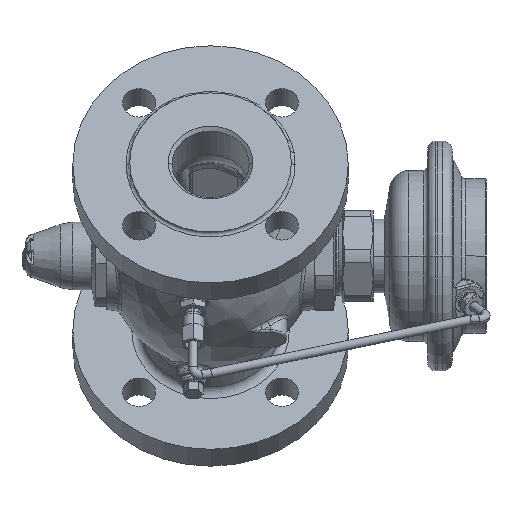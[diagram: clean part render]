
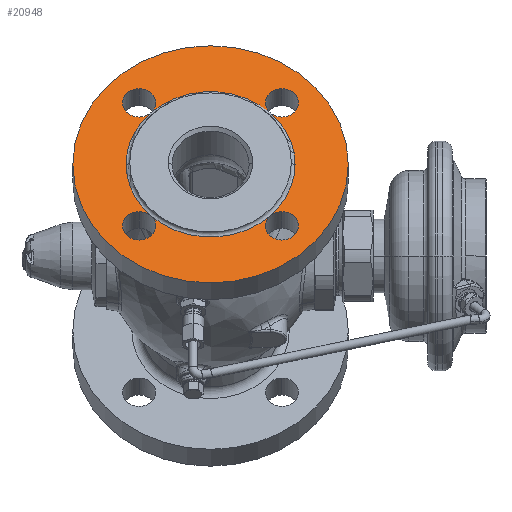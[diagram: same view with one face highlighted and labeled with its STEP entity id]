
A CAD part, front view. The second image highlights one B-rep face of the part: STEP entity #20948.
In plain terms, the highlighted planar face has unit normal (0, -0.861, 0.509).
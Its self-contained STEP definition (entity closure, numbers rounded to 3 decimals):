
#3169=CARTESIAN_POINT('',(-120.7,-84.335,49.916));
#3170=DIRECTION('',(0.,0.861,-0.509));
#3171=DIRECTION('',(1.,0.,0.));
#3172=AXIS2_PLACEMENT_3D('',#3169,#3170,#3171);
#3174=CARTESIAN_POINT('',(-120.7,-84.335,49.916));
#3175=DIRECTION('',(0.,0.861,-0.509));
#3176=DIRECTION('',(-1.,0.,0.));
#3177=AXIS2_PLACEMENT_3D('',#3174,#3175,#3176);
#3179=CARTESIAN_POINT('',(-81.809,-64.526,
83.384));
#3180=DIRECTION('',(0.,-0.861,0.509));
#3181=DIRECTION('',(0.,-0.509,-0.861));
#3182=AXIS2_PLACEMENT_3D('',#3179,#3180,#3181);
#3184=CARTESIAN_POINT('',(-81.809,-64.526,
83.384));
#3185=DIRECTION('',(0.,-0.861,0.509));
#3186=DIRECTION('',(0.,0.509,0.861));
#3187=AXIS2_PLACEMENT_3D('',#3184,#3185,#3186);
#3189=CARTESIAN_POINT('',(-120.7,-84.335,49.916));
#3190=DIRECTION('',(0.,-0.861,0.509));
#3191=DIRECTION('',(0.707,0.36,0.609));
#3192=AXIS2_PLACEMENT_3D('',#3189,#3190,#3191);
#3194=CARTESIAN_POINT('',(-159.591,-64.526,
83.384));
#3195=DIRECTION('',(0.,-0.861,0.509));
#3196=DIRECTION('',(0.707,-0.36,-0.609));
#3197=AXIS2_PLACEMENT_3D('',#3194,#3195,#3196);
#3199=CARTESIAN_POINT('',(-159.591,-64.526,
83.384));
#3200=DIRECTION('',(0.,-0.861,0.509));
#3201=DIRECTION('',(0.,0.509,0.861));
#3202=AXIS2_PLACEMENT_3D('',#3199,#3200,#3201);
#3204=CARTESIAN_POINT('',(-159.591,-64.526,
83.384));
#3205=DIRECTION('',(0.,-0.861,0.509));
#3206=DIRECTION('',(0.,-0.509,-0.861));
#3207=AXIS2_PLACEMENT_3D('',#3204,#3205,#3206);
#3209=CARTESIAN_POINT('',(-120.7,-84.335,49.916));
#3210=DIRECTION('',(0.,-0.861,0.509));
#3211=DIRECTION('',(-0.707,0.36,0.609));
#3212=AXIS2_PLACEMENT_3D('',#3209,#3210,#3211);
#3214=CARTESIAN_POINT('',(-120.7,-84.335,49.916));
#3215=DIRECTION('',(0.,-0.861,0.509));
#3216=DIRECTION('',(-1.,0.,0.));
#3217=AXIS2_PLACEMENT_3D('',#3214,#3215,#3216);
#3219=CARTESIAN_POINT('',(-159.591,-104.144,
16.448));
#3220=DIRECTION('',(0.,-0.861,0.509));
#3221=DIRECTION('',(0.707,0.36,0.609));
#3222=AXIS2_PLACEMENT_3D('',#3219,#3220,#3221);
#3224=CARTESIAN_POINT('',(-159.591,-104.144,
16.448));
#3225=DIRECTION('',(0.,-0.861,0.509));
#3226=DIRECTION('',(0.,0.509,0.861));
#3227=AXIS2_PLACEMENT_3D('',#3224,#3225,#3226);
#3229=CARTESIAN_POINT('',(-159.591,-104.144,
16.448));
#3230=DIRECTION('',(0.,-0.861,0.509));
#3231=DIRECTION('',(0.,-0.509,-0.861));
#3232=AXIS2_PLACEMENT_3D('',#3229,#3230,#3231);
#3234=CARTESIAN_POINT('',(-120.7,-84.335,49.916));
#3235=DIRECTION('',(0.,-0.861,0.509));
#3236=DIRECTION('',(-0.707,-0.36,-0.609));
#3237=AXIS2_PLACEMENT_3D('',#3234,#3235,#3236);
#3239=CARTESIAN_POINT('',(-81.809,-104.144,
16.448));
#3240=DIRECTION('',(0.,-0.861,0.509));
#3241=DIRECTION('',(-0.707,0.36,0.609));
#3242=AXIS2_PLACEMENT_3D('',#3239,#3240,#3241);
#3244=CARTESIAN_POINT('',(-81.809,-104.144,
16.448));
#3245=DIRECTION('',(0.,-0.861,0.509));
#3246=DIRECTION('',(0.,-0.509,-0.861));
#3247=AXIS2_PLACEMENT_3D('',#3244,#3245,#3246);
#3249=CARTESIAN_POINT('',(-81.809,-104.144,
16.448));
#3250=DIRECTION('',(0.,-0.861,0.509));
#3251=DIRECTION('',(0.,0.509,0.861));
#3252=AXIS2_PLACEMENT_3D('',#3249,#3250,#3251);
#3254=CARTESIAN_POINT('',(-120.7,-84.335,49.916));
#3255=DIRECTION('',(0.,-0.861,0.509));
#3256=DIRECTION('',(0.707,-0.36,-0.609));
#3257=AXIS2_PLACEMENT_3D('',#3254,#3255,#3256);
#3259=CARTESIAN_POINT('',(-120.7,-84.335,49.916));
#3260=DIRECTION('',(0.,-0.861,0.509));
#3261=DIRECTION('',(1.,0.,0.));
#3262=AXIS2_PLACEMENT_3D('',#3259,#3260,#3261);
#3264=CARTESIAN_POINT('',(-81.809,-64.526,
83.384));
#3265=DIRECTION('',(0.,-0.861,0.509));
#3266=DIRECTION('',(-0.707,-0.36,-0.609));
#3267=AXIS2_PLACEMENT_3D('',#3264,#3265,#3266);
#16032=CARTESIAN_POINT('',(-166.7,-84.335,49.916));
#16033=CARTESIAN_POINT('',(-153.227,-100.902,
21.925));
#16034=VERTEX_POINT('',#16032);
#16035=VERTEX_POINT('',#16033);
#16036=CARTESIAN_POINT('',(-74.7,-84.335,49.916));
#16037=VERTEX_POINT('',#16036);
#16038=CARTESIAN_POINT('',(-88.173,-100.902,
21.925));
#16039=VERTEX_POINT('',#16038);
#16040=CARTESIAN_POINT('',(-45.7,-84.335,49.916));
#16041=CARTESIAN_POINT('',(-195.7,-84.335,49.916));
#16042=VERTEX_POINT('',#16040);
#16043=VERTEX_POINT('',#16041);
#16044=CARTESIAN_POINT('',(-81.809,-69.11,
75.639));
#16045=CARTESIAN_POINT('',(-81.809,-59.942,
91.129));
#16046=VERTEX_POINT('',#16044);
#16047=VERTEX_POINT('',#16045);
#16048=CARTESIAN_POINT('',(-88.173,-67.767,
77.907));
#16049=VERTEX_POINT('',#16048);
#16050=CARTESIAN_POINT('',(-153.227,-67.767,
77.907));
#16051=VERTEX_POINT('',#16050);
#16052=CARTESIAN_POINT('',(-159.591,-59.942,
91.129));
#16053=VERTEX_POINT('',#16052);
#16054=CARTESIAN_POINT('',(-159.591,-69.11,
75.639));
#16055=VERTEX_POINT('',#16054);
#16056=CARTESIAN_POINT('',(-159.591,-99.56,
24.193));
#16057=VERTEX_POINT('',#16056);
#16058=CARTESIAN_POINT('',(-159.591,-108.728,
8.703));
#16059=VERTEX_POINT('',#16058);
#16060=CARTESIAN_POINT('',(-81.809,-108.728,
8.703));
#16061=VERTEX_POINT('',#16060);
#16062=CARTESIAN_POINT('',(-81.809,-99.56,
24.193));
#16063=VERTEX_POINT('',#16062);
#20901=CARTESIAN_POINT('',(-120.7,-84.335,49.916));
#20902=DIRECTION('',(0.,0.861,-0.509));
#20903=DIRECTION('',(1.,0.,0.));
#20904=AXIS2_PLACEMENT_3D('',#20901,#20902,#20903);
#20905=PLANE('',#20904);
#20906=ORIENTED_EDGE('',*,*,#20894,.T.);
#20907=ORIENTED_EDGE('',*,*,#20883,.T.);
#20908=EDGE_LOOP('',(#20906,#20907));
#20909=FACE_OUTER_BOUND('',#20908,.F.);
#20911=ORIENTED_EDGE('',*,*,#20910,.T.);
#20913=ORIENTED_EDGE('',*,*,#20912,.T.);
#20915=ORIENTED_EDGE('',*,*,#20914,.T.);
#20917=ORIENTED_EDGE('',*,*,#20916,.T.);
#20919=ORIENTED_EDGE('',*,*,#20918,.T.);
#20921=ORIENTED_EDGE('',*,*,#20920,.T.);
#20923=ORIENTED_EDGE('',*,*,#20922,.T.);
#20925=ORIENTED_EDGE('',*,*,#20924,.T.);
#20927=ORIENTED_EDGE('',*,*,#20926,.T.);
#20929=ORIENTED_EDGE('',*,*,#20928,.T.);
#20931=ORIENTED_EDGE('',*,*,#20930,.T.);
#20933=ORIENTED_EDGE('',*,*,#20932,.T.);
#20935=ORIENTED_EDGE('',*,*,#20934,.T.);
#20937=ORIENTED_EDGE('',*,*,#20936,.T.);
#20939=ORIENTED_EDGE('',*,*,#20938,.T.);
#20941=ORIENTED_EDGE('',*,*,#20940,.T.);
#20943=ORIENTED_EDGE('',*,*,#20942,.T.);
#20945=ORIENTED_EDGE('',*,*,#20944,.T.);
#20946=EDGE_LOOP('',(#20911,#20913,#20915,#20917,#20919,#20921,#20923,#20925,
#20927,#20929,#20931,#20933,#20935,#20937,#20939,#20941,#20943,#20945));
#20947=FACE_BOUND('',#20946,.F.);
#20948=ADVANCED_FACE('',(#20909,#20947),#20905,.F.);
#3173=CIRCLE('',#3172,75.);
#3178=CIRCLE('',#3177,75.);
#3183=CIRCLE('',#3182,9.);
#3188=CIRCLE('',#3187,9.);
#3193=CIRCLE('',#3192,46.);
#3198=CIRCLE('',#3197,9.);
#3203=CIRCLE('',#3202,9.);
#3208=CIRCLE('',#3207,9.);
#3213=CIRCLE('',#3212,46.);
#3218=CIRCLE('',#3217,46.);
#3223=CIRCLE('',#3222,9.);
#3228=CIRCLE('',#3227,9.);
#3233=CIRCLE('',#3232,9.);
#3238=CIRCLE('',#3237,46.);
#3243=CIRCLE('',#3242,9.);
#3248=CIRCLE('',#3247,9.);
#3253=CIRCLE('',#3252,9.);
#3258=CIRCLE('',#3257,46.);
#3263=CIRCLE('',#3262,46.);
#3268=CIRCLE('',#3267,9.);
#20883=EDGE_CURVE('',#16043,#16042,#3178,.T.);
#20894=EDGE_CURVE('',#16042,#16043,#3173,.T.);
#20910=EDGE_CURVE('',#16046,#16047,#3183,.T.);
#20912=EDGE_CURVE('',#16047,#16049,#3188,.T.);
#20914=EDGE_CURVE('',#16049,#16051,#3193,.T.);
#20916=EDGE_CURVE('',#16051,#16053,#3198,.T.);
#20918=EDGE_CURVE('',#16053,#16055,#3203,.T.);
#20920=EDGE_CURVE('',#16055,#16051,#3208,.T.);
#20922=EDGE_CURVE('',#16051,#16034,#3213,.T.);
#20924=EDGE_CURVE('',#16034,#16035,#3218,.T.);
#20926=EDGE_CURVE('',#16035,#16057,#3223,.T.);
#20928=EDGE_CURVE('',#16057,#16059,#3228,.T.);
#20930=EDGE_CURVE('',#16059,#16035,#3233,.T.);
#20932=EDGE_CURVE('',#16035,#16039,#3238,.T.);
#20934=EDGE_CURVE('',#16039,#16061,#3243,.T.);
#20936=EDGE_CURVE('',#16061,#16063,#3248,.T.);
#20938=EDGE_CURVE('',#16063,#16039,#3253,.T.);
#20940=EDGE_CURVE('',#16039,#16037,#3258,.T.);
#20942=EDGE_CURVE('',#16037,#16049,#3263,.T.);
#20944=EDGE_CURVE('',#16049,#16046,#3268,.T.);
